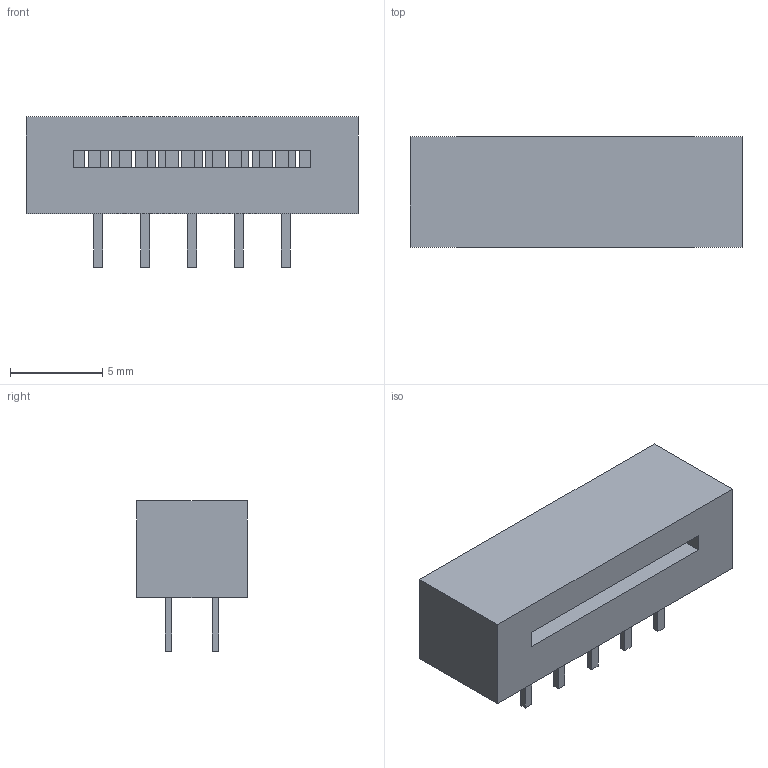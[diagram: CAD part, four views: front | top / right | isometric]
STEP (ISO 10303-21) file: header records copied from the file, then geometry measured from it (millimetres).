
FILE_DESCRIPTION(/* description */ (''),/* implementation_level */ '2;1');
FILE_NAME(/* name */ '100546066ugm000_a.stp',/* time_stamp */ '2013-08-13T03:08:01+02:00',/* author */ (''),/* organization */ (''),/* preprocessor_version */ 'ST-DEVELOPER v15',/* originating_system */ 'SIEMENS PLM Software NX 8.5',/* authorisation */ '');
FILE_SCHEMA (('AUTOMOTIVE_DESIGN { 1 0 10303 214 3 1 1 1 }'));
Length unit declared in the file: millimetre
Products named in the file (1): 100546066ugm000_a
Bounding box: 18 x 6 x 8.15 mm (x, y, z)
Volume: 503.4 mm3; surface area: 711.2 mm2
Topology: 31 solids, 31 shells, 190 faces, 384 edges, 256 vertices
Faces by surface type: plane 190
Entity records: 5027 total; most frequent: CARTESIAN_POINT 831, ORIENTED_EDGE 768, DIRECTION 766, EDGE_CURVE 384, LINE 384, VECTOR 384, VERTEX_POINT 256, EDGE_LOOP 192
